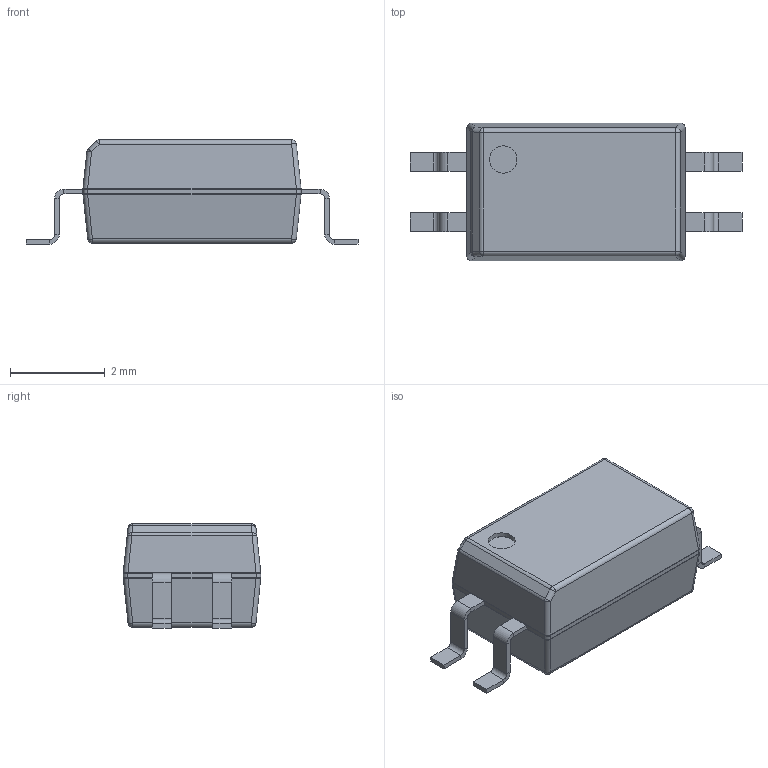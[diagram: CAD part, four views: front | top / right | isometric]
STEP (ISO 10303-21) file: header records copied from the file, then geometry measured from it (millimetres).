
FILE_DESCRIPTION(('Open CASCADE Model'),'2;1');
FILE_NAME('Open CASCADE Shape Model','2018-06-13T10:25:22',('Author'),( 'Open CASCADE'),'Open CASCADE STEP processor 6.8','Open CASCADE 6.8' ,'Unknown');
FILE_SCHEMA(('AUTOMOTIVE_DESIGN_CC2 { 1 2 10303 214 -1 1 5 4 }'));
Length unit declared in the file: millimetre
Products named in the file (5): SOIC127P700X220-4N.step; Open CASCADE STEP translator 6.8 13.1; Body; Open CASCADE STEP translator 6.8 13.2.1; Leader
Assembly tree (7 placements, depth 3):
  SOIC127P700X220-4N.step
    Open CASCADE STEP translator 6.8 13.1
    Body
      Open CASCADE STEP translator 6.8 13.2.1
    Leader  x4
Bounding box: 7 x 2.9 x 2.2 mm (x, y, z)
Volume: 27.6 mm3; surface area: 63.2 mm2
Topology: 5 solids, 6 shells, 155 faces, 314 edges, 161 vertices
Faces by surface type: plane 89, cylinder 48, sphere 10, bspline 8
Full cylindrical faces by diameter (mm): 0.575 x1
Entity records: 5444 total; most frequent: CARTESIAN_POINT 1971, DIRECTION 577, ORIENTED_EDGE 343, PCURVE 343, DEFINITIONAL_REPRESENTATION 343, LINE 311, VECTOR 311, EDGE_CURVE 172
